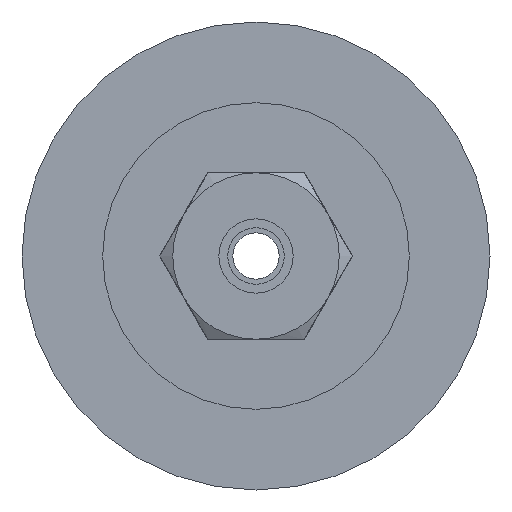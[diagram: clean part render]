
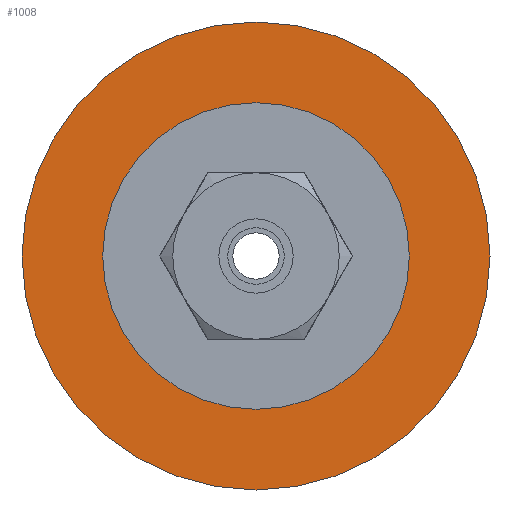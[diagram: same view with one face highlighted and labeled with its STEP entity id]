
A CAD part, front view. The second image highlights one B-rep face of the part: STEP entity #1008.
In plain terms, the highlighted planar face has unit normal (0, -1, 0).
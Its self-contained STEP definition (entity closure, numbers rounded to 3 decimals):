
#173=FACE_BOUND('',#283,.T.);
#185=PLANE('',#1178);
#215=FACE_OUTER_BOUND('',#282,.T.);
#282=EDGE_LOOP('',(#740,#741));
#283=EDGE_LOOP('',(#742,#743));
#405=CIRCLE('',#1166,20.);
#406=CIRCLE('',#1167,20.);
#411=CIRCLE('',#1176,13.1);
#412=CIRCLE('',#1177,13.1);
#473=VERTEX_POINT('',#1621);
#474=VERTEX_POINT('',#1623);
#479=VERTEX_POINT('',#1639);
#480=VERTEX_POINT('',#1641);
#569=EDGE_CURVE('',#473,#474,#405,.T.);
#570=EDGE_CURVE('',#474,#473,#406,.T.);
#577=EDGE_CURVE('',#480,#479,#411,.T.);
#578=EDGE_CURVE('',#479,#480,#412,.T.);
#740=ORIENTED_EDGE('',*,*,#570,.F.);
#741=ORIENTED_EDGE('',*,*,#569,.F.);
#742=ORIENTED_EDGE('',*,*,#577,.T.);
#743=ORIENTED_EDGE('',*,*,#578,.T.);
#1008=ADVANCED_FACE('',(#215,#173),#185,.T.);
#1166=AXIS2_PLACEMENT_3D('',#1624,#1326,#1327);
#1167=AXIS2_PLACEMENT_3D('',#1625,#1328,#1329);
#1176=AXIS2_PLACEMENT_3D('',#1642,#1348,#1349);
#1177=AXIS2_PLACEMENT_3D('',#1643,#1350,#1351);
#1178=AXIS2_PLACEMENT_3D('',#1644,#1352,#1353);
#1326=DIRECTION('center_axis',(0.,1.,0.));
#1327=DIRECTION('ref_axis',(1.,0.,0.));
#1328=DIRECTION('center_axis',(0.,1.,0.));
#1329=DIRECTION('ref_axis',(1.,0.,0.));
#1348=DIRECTION('center_axis',(0.,1.,0.));
#1349=DIRECTION('ref_axis',(1.,0.,0.));
#1350=DIRECTION('center_axis',(0.,1.,0.));
#1351=DIRECTION('ref_axis',(1.,0.,0.));
#1352=DIRECTION('center_axis',(0.,-1.,0.));
#1353=DIRECTION('ref_axis',(0.,0.,-1.));
#1621=CARTESIAN_POINT('',(20.,0.,0.));
#1623=CARTESIAN_POINT('',(-20.,0.,0.));
#1624=CARTESIAN_POINT('Origin',(0.,0.,0.));
#1625=CARTESIAN_POINT('Origin',(0.,0.,0.));
#1639=CARTESIAN_POINT('',(13.1,0.,0.));
#1641=CARTESIAN_POINT('',(-13.1,0.,0.));
#1642=CARTESIAN_POINT('Origin',(0.,0.,0.));
#1643=CARTESIAN_POINT('Origin',(0.,0.,0.));
#1644=CARTESIAN_POINT('Origin',(-20.,0.,0.));
